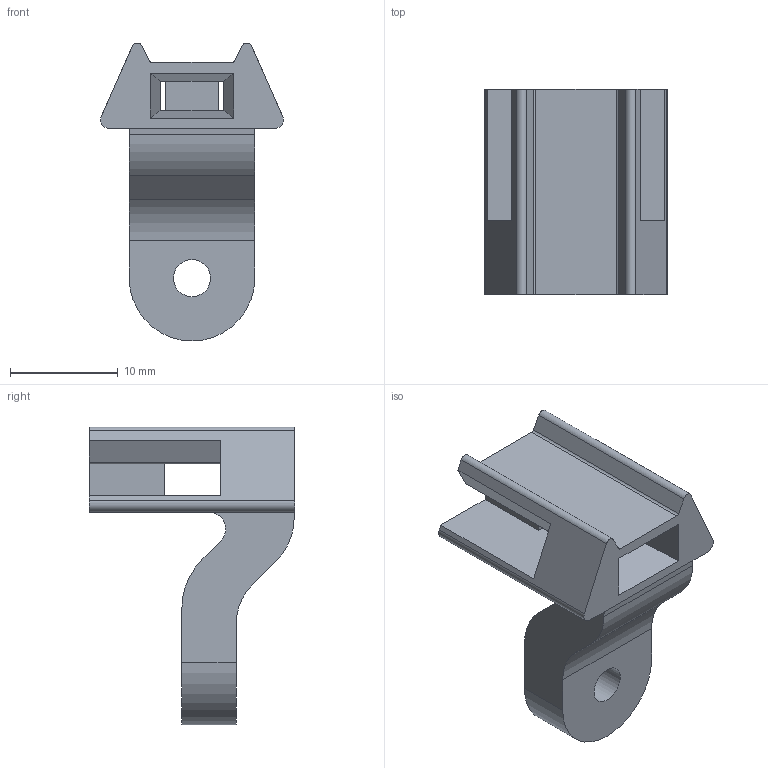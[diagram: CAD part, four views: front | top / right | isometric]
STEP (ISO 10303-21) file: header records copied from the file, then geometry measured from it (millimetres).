
FILE_DESCRIPTION(/* description */ (''),/* implementation_level */ '2;1');
FILE_NAME(/* name */ 'PANDUIT_LHMS-S5',/* time_stamp */ '2011-08-29T16:02:21-05:00',/* author */ (''),/* organization */ (''),/* preprocessor_version */ 'ST-DEVELOPER v9',/* originating_system */ 'UGS - NX 3.0',/* authorisation */ '');
FILE_SCHEMA (('CONFIG_CONTROL_DESIGN'));
Length unit declared in the file: inch
Products named in the file (1): bwgAA89oz7y
Bounding box: 16.96 x 19.05 x 27.65 mm (x, y, z)
Volume: 2362.2 mm3; surface area: 2085.9 mm2
Topology: 1 solids, 1 shells, 41 faces, 121 edges, 80 vertices
Faces by surface type: plane 27, cylinder 14
Full cylindrical faces by diameter (mm): 3.429 x1
Entity records: 1462 total; most frequent: CARTESIAN_POINT 242, ORIENTED_EDGE 240, DIRECTION 232, EDGE_CURVE 120, LINE 92, VECTOR 92, VERTEX_POINT 80, AXIS2_PLACEMENT_3D 70
